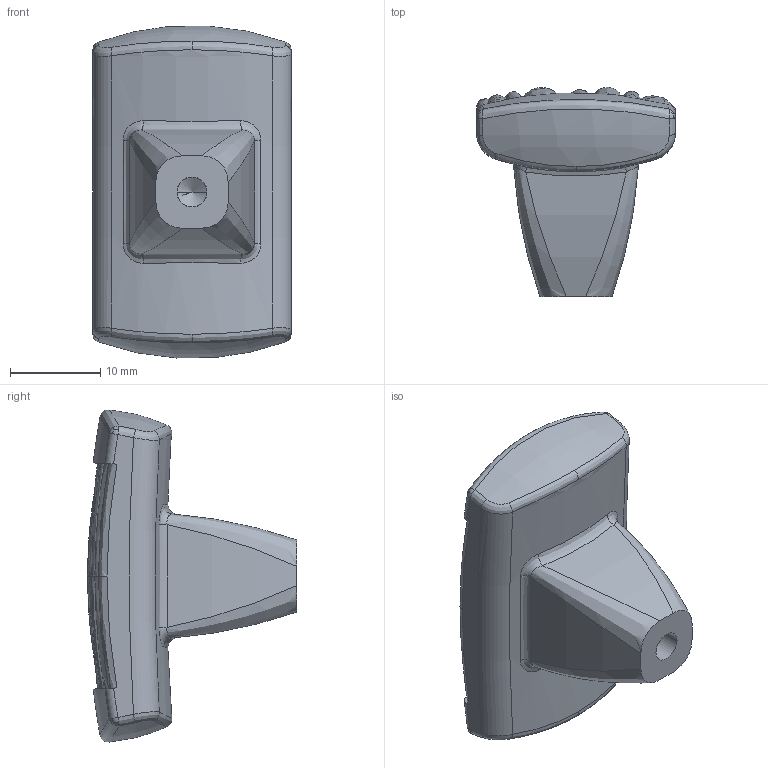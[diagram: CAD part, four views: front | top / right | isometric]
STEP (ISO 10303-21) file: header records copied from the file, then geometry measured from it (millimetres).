
FILE_DESCRIPTION(('Creo Elements/Direct Modeling STEP Export'),'2;1');
FILE_NAME('2163-37.stp','2017-09-06T15:44:12',(''),(''),'Creo Elements/Direct Modeling STEP processor for AP214 (Solid Model)','Creo Elements/Direct Modeling 20.0 12-Nov-2016 (C) Parametric Technology GmbH','');
FILE_SCHEMA(('AUTOMOTIVE_DESIGN { 1 0 10303 214 1 1 1 1 }'));
Length unit declared in the file: millimetre
Products named in the file (2): Knopf
Assembly tree (1 placements, depth 2):
  Knopf
    Knopf
Bounding box: 22 x 23.15 x 36.77 mm (x, y, z)
Volume: 7240.2 mm3; surface area: 2796 mm2
Topology: 1 solids, 1 shells, 98 faces, 237 edges, 142 vertices
Faces by surface type: bspline 71, torus 11, cylinder 8, plane 6, cone 2
Entity records: 23824 total; most frequent: CARTESIAN_POINT 22158, ORIENTED_EDGE 470, EDGE_CURVE 235, B_SPLINE_CURVE_WITH_KNOTS 161, VERTEX_POINT 142, DIRECTION 106, EDGE_LOOP 101, FACE_OUTER_BOUND 98
